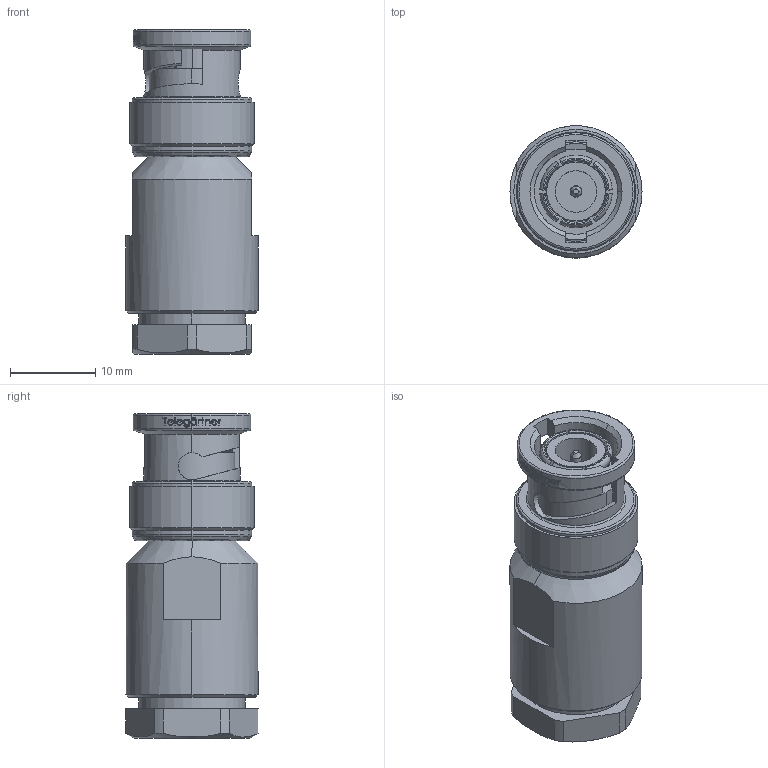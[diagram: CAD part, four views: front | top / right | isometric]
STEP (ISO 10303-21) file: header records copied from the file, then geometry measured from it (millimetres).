
FILE_DESCRIPTION (( 'STEP AP214' ), '1' );
FILE_NAME ('J01000A0071.STEP', '2019-07-02T13:39:33', ( '' ), ( '' ), 'SwSTEP 2.0', 'SolidWorks 2018', '' );
FILE_SCHEMA (( 'AUTOMOTIVE_DESIGN' ));
Length unit declared in the file: millimetre
Products named in the file (1): J01000A0071
Bounding box: 15.5 x 15.5 x 38.11 mm (x, y, z)
Volume: 5609.1 mm3; surface area: 2882.5 mm2
Topology: 1 solids, 1 shells, 313 faces, 810 edges, 528 vertices
Faces by surface type: plane 111, bspline 78, cylinder 73, cone 31, torus 20
Entity records: 15950 total; most frequent: CARTESIAN_POINT 5440, ORIENTED_EDGE 1620, DIRECTION 1252, EDGE_CURVE 810, VERTEX_POINT 528, AXIS2_PLACEMENT_3D 449, LINE 354, VECTOR 354
